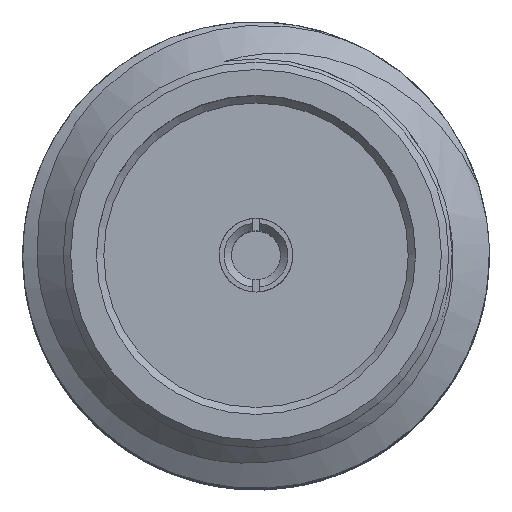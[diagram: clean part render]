
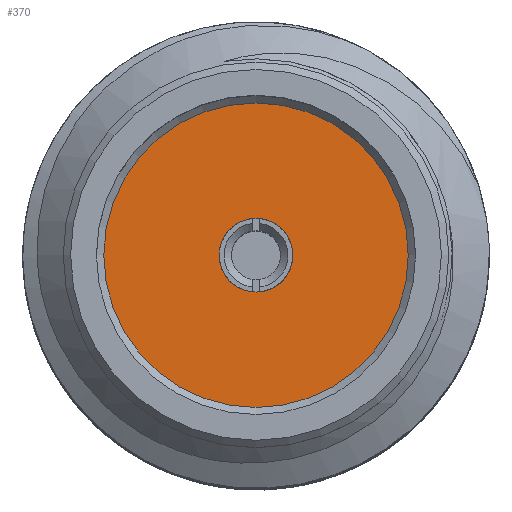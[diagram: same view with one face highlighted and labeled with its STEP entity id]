
A CAD part, top view. The second image highlights one B-rep face of the part: STEP entity #370.
In plain terms, the highlighted planar face has unit normal (0, 0, 1).
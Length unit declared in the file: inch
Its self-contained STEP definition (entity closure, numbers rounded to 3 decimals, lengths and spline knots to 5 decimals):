
#370 = ADVANCED_FACE ( 'NONE', ( #3596, #3860 ), #3882, .T. ) ;
#385 = DIRECTION ( 'NONE',  ( 1., 0., 0. ) ) ;
#605 = DIRECTION ( 'NONE',  ( 1., 0., 0. ) ) ;
#667 = CARTESIAN_POINT ( 'NONE',  ( 0., 0., -0.077 ) ) ;
#807 = CIRCLE ( 'NONE', #3714, 0.062 ) ;
#1067 = ORIENTED_EDGE ( 'NONE', *, *, #2213, .T. ) ;
#1448 = CARTESIAN_POINT ( 'NONE',  ( 0., 0., -0.077 ) ) ;
#1746 = DIRECTION ( 'NONE',  ( 0., 0., 1. ) ) ;
#2067 = CIRCLE ( 'NONE', #3114, 0.015 ) ;
#2182 = CARTESIAN_POINT ( 'NONE',  ( 0.062, 0., -0.077 ) ) ;
#2213 = EDGE_CURVE ( 'NONE', #3821, #3821, #807, .T. ) ;
#2249 = EDGE_LOOP ( 'NONE', ( #1067 ) ) ;
#2378 = DIRECTION ( 'NONE',  ( 0., 0., 1. ) ) ;
#2453 = EDGE_CURVE ( 'NONE', #4330, #4330, #2067, .T. ) ;
#2907 = CARTESIAN_POINT ( 'NONE',  ( 0.015, 0., -0.077 ) ) ;
#2917 = ORIENTED_EDGE ( 'NONE', *, *, #2453, .F. ) ;
#2926 = DIRECTION ( 'NONE',  ( 0., 0., 1. ) ) ;
#3114 = AXIS2_PLACEMENT_3D ( 'NONE', #1448, #2926, #385 ) ;
#3596 = FACE_BOUND ( 'NONE', #3651, .T. ) ;
#3651 = EDGE_LOOP ( 'NONE', ( #2917 ) ) ;
#3714 = AXIS2_PLACEMENT_3D ( 'NONE', #3820, #2378, #605 ) ;
#3820 = CARTESIAN_POINT ( 'NONE',  ( 0., 0., -0.077 ) ) ;
#3821 = VERTEX_POINT ( 'NONE', #2182 ) ;
#3860 = FACE_OUTER_BOUND ( 'NONE', #2249, .T. ) ;
#3882 = PLANE ( 'NONE',  #3999 ) ;
#3999 = AXIS2_PLACEMENT_3D ( 'NONE', #667, #1746, #4255 ) ;
#4255 = DIRECTION ( 'NONE',  ( 1., 0., 0. ) ) ;
#4330 = VERTEX_POINT ( 'NONE', #2907 ) ;
